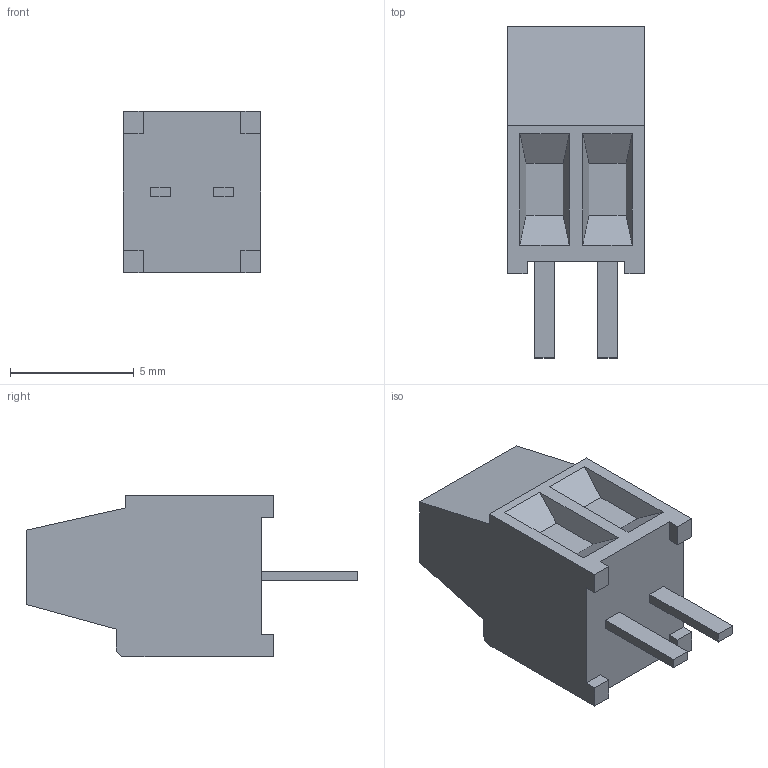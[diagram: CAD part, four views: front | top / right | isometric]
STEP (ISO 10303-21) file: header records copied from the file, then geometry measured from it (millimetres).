
FILE_DESCRIPTION (( 'STEP AP214' ), '1' );
FILE_NAME ('282834-2.STEP', '2023-04-14T01:35:29', ( '' ), ( '' ), 'SwSTEP 2.0', 'SolidWorks 2021', '' );
FILE_SCHEMA (( 'AUTOMOTIVE_DESIGN' ));
Length unit declared in the file: millimetre
Products named in the file (1): 282834-2
Bounding box: 5.54 x 13.4 x 6.5 mm (x, y, z)
Volume: 262.6 mm3; surface area: 376.2 mm2
Topology: 5 solids, 5 shells, 87 faces, 215 edges, 142 vertices
Faces by surface type: plane 76, cylinder 11
Entity records: 2617 total; most frequent: CARTESIAN_POINT 445, ORIENTED_EDGE 430, DIRECTION 421, EDGE_CURVE 215, VECTOR 185, LINE 185, VERTEX_POINT 142, AXIS2_PLACEMENT_3D 118
